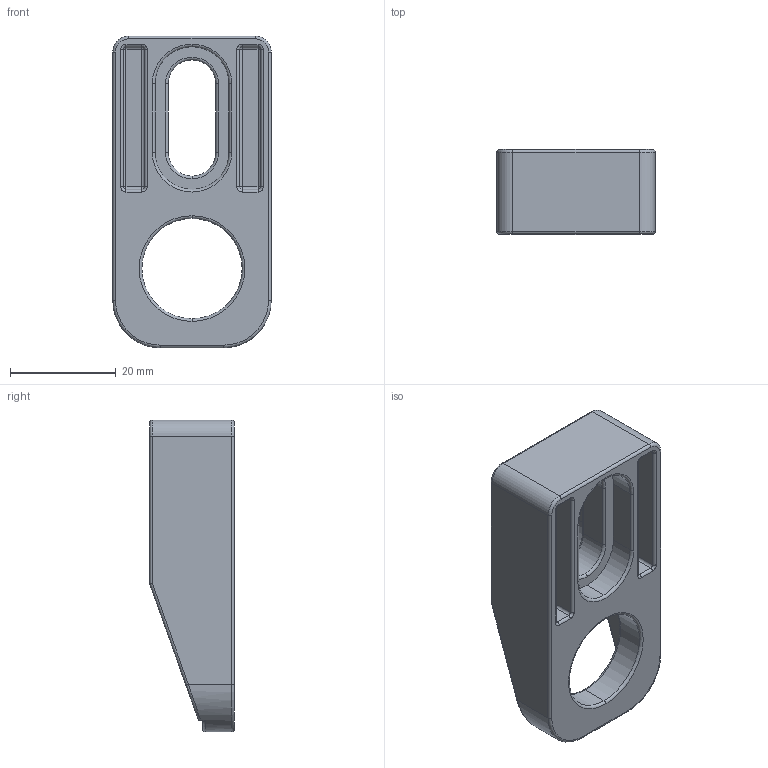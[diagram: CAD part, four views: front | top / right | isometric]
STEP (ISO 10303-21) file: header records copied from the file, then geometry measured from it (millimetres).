
FILE_DESCRIPTION (( 'STEP AP203' ), '1' );
FILE_NAME ('084.522.003.STEP', '2016-02-05T11:23:45', ( 'utente' ), ( '' ), 'SwSTEP 2.0', 'SolidWorks 2016', '' );
FILE_SCHEMA (( 'CONFIG_CONTROL_DESIGN' ));
Length unit declared in the file: millimetre
Products named in the file (1): 084.522.003
Bounding box: 30 x 16 x 59 mm (x, y, z)
Volume: 11948.8 mm3; surface area: 7787.9 mm2
Topology: 1 solids, 1 shells, 213 faces, 485 edges, 256 vertices
Faces by surface type: cylinder 95, torus 44, plane 40, sphere 24, bspline 10
Entity records: 5928 total; most frequent: CARTESIAN_POINT 1153, DIRECTION 1101, ORIENTED_EDGE 922, EDGE_CURVE 461, AXIS2_PLACEMENT_3D 458, VERTEX_POINT 256, CIRCLE 254, EDGE_LOOP 223
